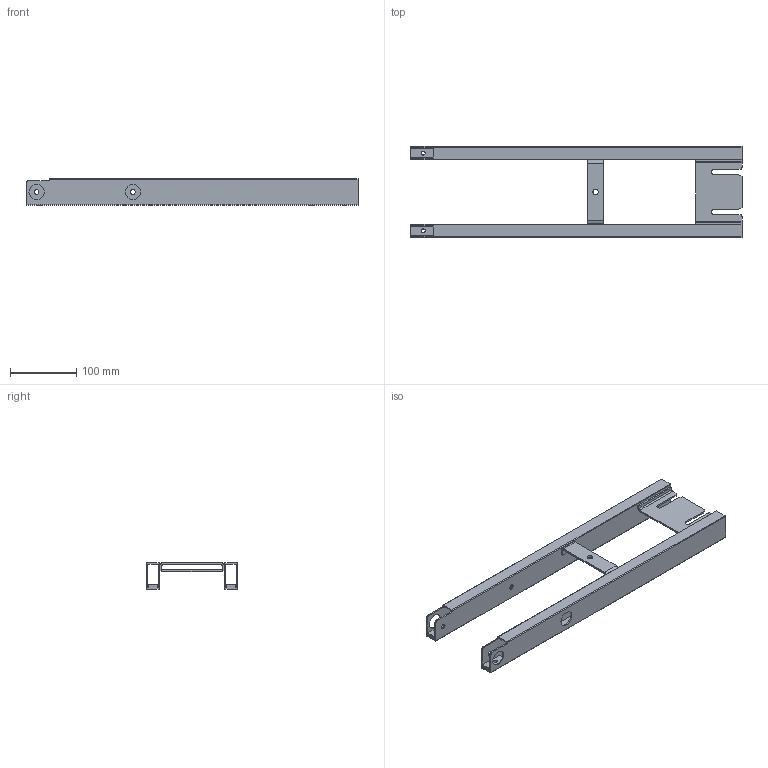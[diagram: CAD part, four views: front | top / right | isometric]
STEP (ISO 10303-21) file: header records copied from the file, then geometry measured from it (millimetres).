
FILE_DESCRIPTION((''),'2;1');
FILE_NAME('JC35TS-0193','2021-01-04T13:00:14',('Administrator'),('捷昌驱动'),'CREO PARAMETRIC BY PTC INC, 2018100','CREO PARAMETRIC BY PTC INC, 2018100','');
FILE_SCHEMA(('CONFIG_CONTROL_DESIGN'));
Length unit declared in the file: millimetre
Products named in the file (1): JC35TS-0193
Bounding box: 500 x 137 x 40 mm (x, y, z)
Volume: 249874.8 mm3; surface area: 239259.9 mm2
Topology: 1 solids, 2 shells, 126 faces, 372 edges, 248 vertices
Faces by surface type: plane 66, cylinder 60
Entity records: 4352 total; most frequent: CARTESIAN_POINT 747, DIRECTION 746, ORIENTED_EDGE 740, EDGE_CURVE 372, VECTOR 252, LINE 252, VERTEX_POINT 248, AXIS2_PLACEMENT_3D 247
